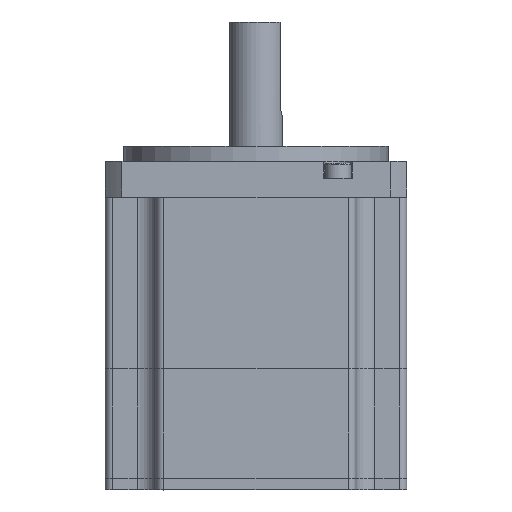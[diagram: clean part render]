
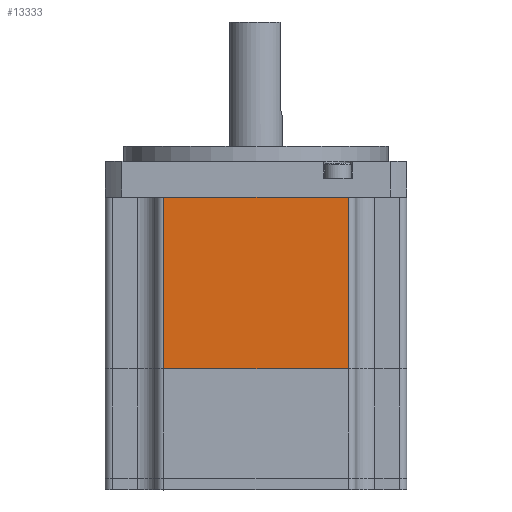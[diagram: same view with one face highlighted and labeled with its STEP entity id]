
A CAD part, top view. The second image highlights one B-rep face of the part: STEP entity #13333.
In plain terms, the highlighted planar face has unit normal (0, 0, 1).
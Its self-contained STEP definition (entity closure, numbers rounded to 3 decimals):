
#11372=CARTESIAN_POINT('',(-24.5,45.5,40.0));
#11373=VERTEX_POINT('',#11372);
#11461=CARTESIAN_POINT('',(24.5,45.5,40.0));
#11462=VERTEX_POINT('',#11461);
#11839=CARTESIAN_POINT('',(-24.5,45.5,40.0));
#11840=DIRECTION('',(1.0,0.0,0.0));
#11841=VECTOR('',#11840,49.);
#11842=LINE('',#11839,#11841);
#11843=EDGE_CURVE('',#11373,#11462,#11842,.T.);
#13037=CARTESIAN_POINT('',(24.5,0.0,40.0));
#13038=VERTEX_POINT('',#13037);
#13039=CARTESIAN_POINT('',(24.5,45.5,40.0));
#13040=DIRECTION('',(0.0,-1.0,0.0));
#13041=VECTOR('',#13040,45.5);
#13042=LINE('',#13039,#13041);
#13043=EDGE_CURVE('',#11462,#13038,#13042,.T.);
#13101=CARTESIAN_POINT('',(-24.5,0.0,40.0));
#13102=VERTEX_POINT('',#13101);
#13110=CARTESIAN_POINT('',(-24.5,0.0,40.0));
#13111=DIRECTION('',(0.0,1.0,0.0));
#13112=VECTOR('',#13111,45.5);
#13113=LINE('',#13110,#13112);
#13114=EDGE_CURVE('',#13102,#11373,#13113,.T.);
#13317=CARTESIAN_POINT('',(-26.5,0.0,40.0));
#13318=DIRECTION('',(0.0,0.0,1.0));
#13319=DIRECTION('',(1.0,0.0,0.0));
#13320=AXIS2_PLACEMENT_3D('',#13317,#13318,#13319);
#13321=PLANE('',#13320);
#13322=ORIENTED_EDGE('',*,*,#13043,.F.);
#13323=ORIENTED_EDGE('',*,*,#11843,.F.);
#13324=ORIENTED_EDGE('',*,*,#13114,.F.);
#13325=CARTESIAN_POINT('',(-24.5,0.0,40.0));
#13326=DIRECTION('',(1.0,0.0,0.0));
#13327=VECTOR('',#13326,49.);
#13328=LINE('',#13325,#13327);
#13329=EDGE_CURVE('',#13102,#13038,#13328,.T.);
#13330=ORIENTED_EDGE('',*,*,#13329,.T.);
#13331=EDGE_LOOP('',(#13322,#13323,#13324,#13330));
#13332=FACE_OUTER_BOUND('',#13331,.T.);
#13333=ADVANCED_FACE('',(#13332),#13321,.T.);
